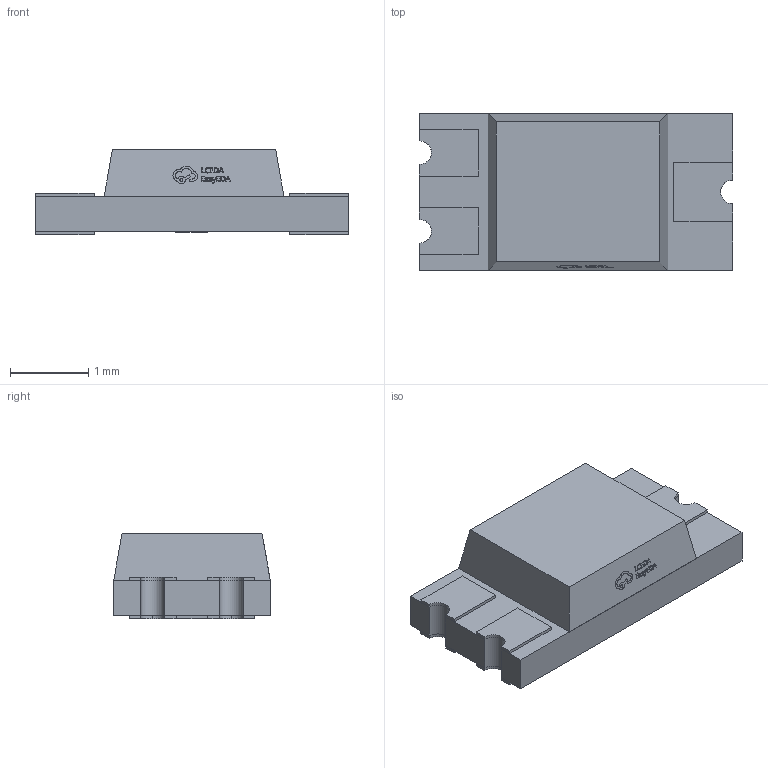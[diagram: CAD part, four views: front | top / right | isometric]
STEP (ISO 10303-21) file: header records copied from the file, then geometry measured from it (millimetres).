
FILE_DESCRIPTION (( 'STEP AP214' ), '1' );
FILE_NAME ('SENSORS-SMD_TEMT6000X01.step', '2022-07-12T15:09:46', ( '' ), ( '' ), 'SwSTEP 2.0', 'SolidWorks 2020', '' );
FILE_SCHEMA (( 'AUTOMOTIVE_DESIGN' ));
Length unit declared in the file: millimetre
Products named in the file (1): SENSORS-SMD_TEMT6000X01
Bounding box: 4 x 2 x 1.09 mm (x, y, z)
Volume: 6.2 mm3; surface area: 40.9 mm2
Topology: 13 solids, 13 shells, 356 faces, 933 edges, 622 vertices
Faces by surface type: plane 231, bspline 112, cylinder 13
Entity records: 16121 total; most frequent: CARTESIAN_POINT 4016, ORIENTED_EDGE 1866, DIRECTION 1221, EDGE_CURVE 933, LINE 679, VECTOR 679, VERTEX_POINT 622, EDGE_LOOP 379
